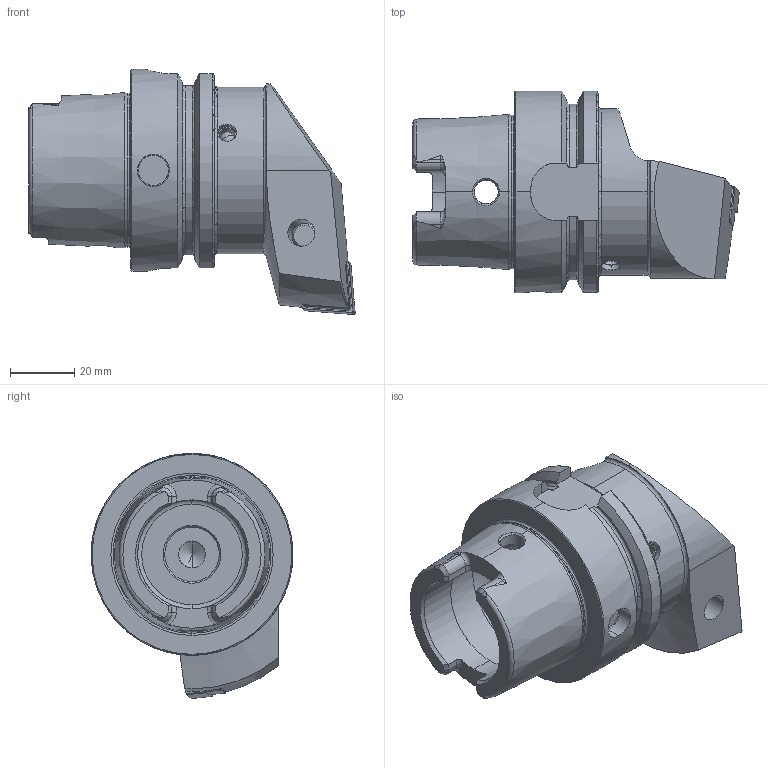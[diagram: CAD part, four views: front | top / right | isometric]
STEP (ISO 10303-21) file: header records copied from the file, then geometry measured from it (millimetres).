
FILE_DESCRIPTION (( 'STEP AP203' ), '1' );
FILE_NAME ('HA6-PCE.RLA.070.STEP', '2012-04-13T11:32:34', ( 'SwiAdmin' ), ( '' ), 'SwSTEP 2.0', 'SolidWorks 2012', '' );
FILE_SCHEMA (( 'CONFIG_CONTROL_DESIGN' ));
Length unit declared in the file: millimetre
Products named in the file (8): HA6-PCE.RLA.070; KVT_MB_600_060; WCE; WCE-ER3.101.000_A; WCE-ER4.101.020_A; CNMG160604; WCE-ER2.101.004_A; HA6-PCE.RLA.070_A
Assembly tree (7 placements, depth 3):
  HA6-PCE.RLA.070
    HA6-PCE.RLA.070_A
    WCE-ER2.101.004_A
    CNMG160604
    WCE
      WCE-ER4.101.020_A
      WCE-ER3.101.000_A
    KVT_MB_600_060
Bounding box: 101.9 x 63 x 76.5 mm (x, y, z)
Volume: 144957.5 mm3; surface area: 34121.1 mm2
Topology: 7 solids, 7 shells, 367 faces, 934 edges, 570 vertices
Faces by surface type: plane 118, cylinder 101, cone 92, torus 37, bspline 17, sphere 2
Entity records: 13435 total; most frequent: CARTESIAN_POINT 4128, ORIENTED_EDGE 1834, DIRECTION 1720, EDGE_CURVE 917, AXIS2_PLACEMENT_3D 668, VERTEX_POINT 567, EDGE_LOOP 386, VECTOR 384
